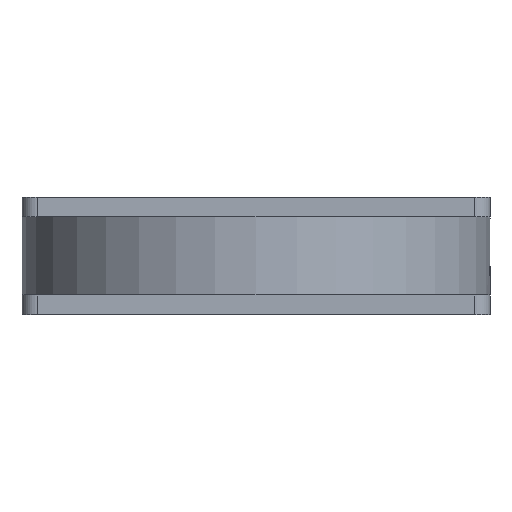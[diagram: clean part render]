
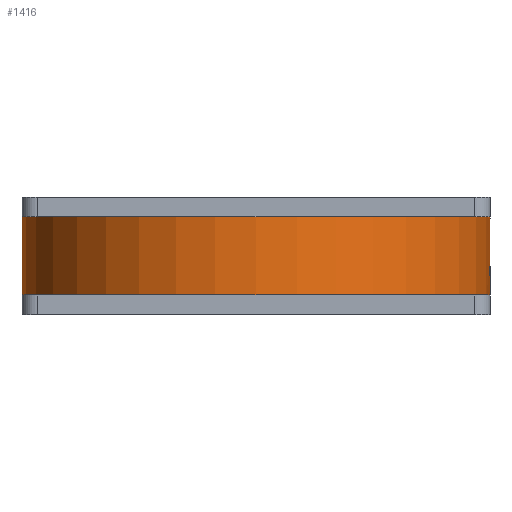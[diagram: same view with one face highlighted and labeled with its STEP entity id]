
A CAD part, front view. The second image highlights one B-rep face of the part: STEP entity #1416.
In plain terms, the highlighted cylindrical face has radius 30 mm (diameter 60 mm), a partial arc.
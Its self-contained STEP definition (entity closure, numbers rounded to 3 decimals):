
#30 = CARTESIAN_POINT ( 'NONE',  ( 0., 0., 2.5 ) ) ;
#59 = DIRECTION ( 'NONE',  ( 0., 0., -1. ) ) ;
#90 = CARTESIAN_POINT ( 'NONE',  ( 30., 0., 12.5 ) ) ;
#96 = EDGE_CURVE ( 'NONE', #2491, #2523, #2001, .T. ) ;
#115 = CARTESIAN_POINT ( 'NONE',  ( 30., -0.667, 3.856 ) ) ;
#187 = ORIENTED_EDGE ( 'NONE', *, *, #2094, .T. ) ;
#196 = DIRECTION ( 'NONE',  ( -1., 0., 0. ) ) ;
#197 = ORIENTED_EDGE ( 'NONE', *, *, #1129, .T. ) ;
#240 = EDGE_CURVE ( 'NONE', #1895, #2552, #2026, .T. ) ;
#252 = DIRECTION ( 'NONE',  ( 0., 0., 1. ) ) ;
#263 = CARTESIAN_POINT ( 'NONE',  ( 30., -0.667, 12.3 ) ) ;
#326 = AXIS2_PLACEMENT_3D ( 'NONE', #2789, #2529, #897 ) ;
#378 = ORIENTED_EDGE ( 'NONE', *, *, #96, .T. ) ;
#386 = CARTESIAN_POINT ( 'NONE',  ( 30., 0., 2.7 ) ) ;
#407 = CARTESIAN_POINT ( 'NONE',  ( 29.978, -1.334, 5.011 ) ) ;
#428 = DIRECTION ( 'NONE',  ( 0., 0., -1. ) ) ;
#480 = LINE ( 'NONE', #2977, #972 ) ;
#539 = VECTOR ( 'NONE', #252, 1000. ) ;
#559 = CARTESIAN_POINT ( 'NONE',  ( 30., 0., 12.3 ) ) ;
#666 = CARTESIAN_POINT ( 'NONE',  ( 30., 0., 0. ) ) ;
#732 = CARTESIAN_POINT ( 'NONE',  ( 29.983, -1., 0. ) ) ;
#742 = DIRECTION ( 'NONE',  ( -1., 0., 0. ) ) ;
#753 = VERTEX_POINT ( 'NONE', #2959 ) ;
#765 = EDGE_CURVE ( 'NONE', #2108, #753, #2856, .T. ) ;
#830 = CARTESIAN_POINT ( 'NONE',  ( 0., -30., 2.5 ) ) ;
#887 = CARTESIAN_POINT ( 'NONE',  ( 0., 0., 12.5 ) ) ;
#897 = DIRECTION ( 'NONE',  ( -1., 0., 0. ) ) ;
#921 = CARTESIAN_POINT ( 'NONE',  ( 0., 0., 12.5 ) ) ;
#943 = DIRECTION ( 'NONE',  ( 0., 0., -1. ) ) ;
#972 = VECTOR ( 'NONE', #3198, 1000. ) ;
#1013 = VERTEX_POINT ( 'NONE', #1861 ) ;
#1051 = ORIENTED_EDGE ( 'NONE', *, *, #240, .T. ) ;
#1127 = CIRCLE ( 'NONE', #3232, 30. ) ;
#1129 = EDGE_CURVE ( 'NONE', #2458, #2108, #3068, .T. ) ;
#1153 = LINE ( 'NONE', #1192, #1652 ) ;
#1175 = DIRECTION ( 'NONE',  ( -1., 0., 0. ) ) ;
#1186 = CIRCLE ( 'NONE', #3032, 30. ) ;
#1192 = CARTESIAN_POINT ( 'NONE',  ( 30., 0., 0. ) ) ;
#1197 = VERTEX_POINT ( 'NONE', #1723 ) ;
#1235 = CARTESIAN_POINT ( 'NONE',  ( 29.992, -1., 12.3 ) ) ;
#1237 = CIRCLE ( 'NONE', #326, 30. ) ;
#1245 = ORIENTED_EDGE ( 'NONE', *, *, #2179, .T. ) ;
#1319 = CARTESIAN_POINT ( 'NONE',  ( 29.983, -1., 6.164 ) ) ;
#1416 = ADVANCED_FACE ( 'NONE', ( #1938 ), #2946, .T. ) ;
#1492 = AXIS2_PLACEMENT_3D ( 'NONE', #887, #1653, #2659 ) ;
#1568 = CARTESIAN_POINT ( 'NONE',  ( 30., -0.333, 12.3 ) ) ;
#1624 = EDGE_CURVE ( 'NONE', #2491, #1197, #2165, .T. ) ;
#1652 = VECTOR ( 'NONE', #2154, 1000. ) ;
#1653 = DIRECTION ( 'NONE',  ( 0., 0., -1. ) ) ;
#1690 = DIRECTION ( 'NONE',  ( 0., 0., -1. ) ) ;
#1706 = CARTESIAN_POINT ( 'NONE',  ( 0., 0., 0. ) ) ;
#1716 = ORIENTED_EDGE ( 'NONE', *, *, #2194, .F. ) ;
#1723 = CARTESIAN_POINT ( 'NONE',  ( 30., 0., 2.5 ) ) ;
#1762 = EDGE_CURVE ( 'NONE', #2483, #1013, #1127, .T. ) ;
#1775 = CARTESIAN_POINT ( 'NONE',  ( 29.992, -1., 12.3 ) ) ;
#1834 = CARTESIAN_POINT ( 'NONE',  ( 30., 0., 2.7 ) ) ;
#1861 = CARTESIAN_POINT ( 'NONE',  ( -30., 0., 2.5 ) ) ;
#1880 = ORIENTED_EDGE ( 'NONE', *, *, #1624, .F. ) ;
#1895 = VERTEX_POINT ( 'NONE', #1319 ) ;
#1914 = AXIS2_PLACEMENT_3D ( 'NONE', #921, #428, #1175 ) ;
#1938 = FACE_OUTER_BOUND ( 'NONE', #3165, .T. ) ;
#2001 =( BOUNDED_CURVE ( )  B_SPLINE_CURVE ( 3, ( #386, #115, #407, #2956 ),
 .UNSPECIFIED., .F., .F. ) 
 B_SPLINE_CURVE_WITH_KNOTS ( ( 4, 4 ),
 ( 1.571, 1.638 ),
 .UNSPECIFIED. ) 
 CURVE ( )  GEOMETRIC_REPRESENTATION_ITEM ( )  RATIONAL_B_SPLINE_CURVE ( ( 1., 1., 1., 1. ) ) 
 REPRESENTATION_ITEM ( '' )  );
#2026 = LINE ( 'NONE', #732, #539 ) ;
#2094 = EDGE_CURVE ( 'NONE', #753, #1013, #480, .T. ) ;
#2108 = VERTEX_POINT ( 'NONE', #3182 ) ;
#2154 = DIRECTION ( 'NONE',  ( 0., 0., -1. ) ) ;
#2165 = LINE ( 'NONE', #666, #2589 ) ;
#2179 = EDGE_CURVE ( 'NONE', #2523, #1895, #1237, .T. ) ;
#2194 = EDGE_CURVE ( 'NONE', #2458, #2374, #1153, .T. ) ;
#2217 = CARTESIAN_POINT ( 'NONE',  ( 29.933, -2., 6.164 ) ) ;
#2227 = AXIS2_PLACEMENT_3D ( 'NONE', #1706, #1690, #196 ) ;
#2245 = CARTESIAN_POINT ( 'NONE',  ( 0., 0., 2.5 ) ) ;
#2263 = DIRECTION ( 'NONE',  ( -1., 0., 0. ) ) ;
#2374 = VERTEX_POINT ( 'NONE', #2953 ) ;
#2458 = VERTEX_POINT ( 'NONE', #90 ) ;
#2483 = VERTEX_POINT ( 'NONE', #830 ) ;
#2491 = VERTEX_POINT ( 'NONE', #1834 ) ;
#2520 = ORIENTED_EDGE ( 'NONE', *, *, #1762, .F. ) ;
#2523 = VERTEX_POINT ( 'NONE', #2217 ) ;
#2529 = DIRECTION ( 'NONE',  ( 0., 0., 1. ) ) ;
#2552 = VERTEX_POINT ( 'NONE', #1235 ) ;
#2589 = VECTOR ( 'NONE', #2918, 1000. ) ;
#2659 = DIRECTION ( 'NONE',  ( -1., 0., 0. ) ) ;
#2728 = B_SPLINE_CURVE_WITH_KNOTS ( 'NONE', 3,
 ( #559, #1568, #263, #1775 ),
 .UNSPECIFIED., .F., .F.,
 ( 4, 4 ),
 ( 0., 1. ),
 .UNSPECIFIED. ) ;
#2753 = EDGE_CURVE ( 'NONE', #1197, #2483, #1186, .T. ) ;
#2789 = CARTESIAN_POINT ( 'NONE',  ( 0., 0., 6.164 ) ) ;
#2856 = CIRCLE ( 'NONE', #1492, 30. ) ;
#2918 = DIRECTION ( 'NONE',  ( 0., 0., -1. ) ) ;
#2933 = EDGE_CURVE ( 'NONE', #2374, #2552, #2728, .T. ) ;
#2946 = CYLINDRICAL_SURFACE ( 'NONE', #2227, 30. ) ;
#2953 = CARTESIAN_POINT ( 'NONE',  ( 30., 0., 12.3 ) ) ;
#2956 = CARTESIAN_POINT ( 'NONE',  ( 29.933, -2., 6.164 ) ) ;
#2959 = CARTESIAN_POINT ( 'NONE',  ( -30., 0., 12.5 ) ) ;
#2977 = CARTESIAN_POINT ( 'NONE',  ( -30., 0., 0. ) ) ;
#3032 = AXIS2_PLACEMENT_3D ( 'NONE', #30, #59, #2263 ) ;
#3068 = CIRCLE ( 'NONE', #1914, 30. ) ;
#3108 = ORIENTED_EDGE ( 'NONE', *, *, #2933, .F. ) ;
#3156 = ORIENTED_EDGE ( 'NONE', *, *, #765, .T. ) ;
#3165 = EDGE_LOOP ( 'NONE', ( #1716, #197, #3156, #187, #2520, #3233, #1880, #378, #1245, #1051, #3108 ) ) ;
#3182 = CARTESIAN_POINT ( 'NONE',  ( 0., -30., 12.5 ) ) ;
#3198 = DIRECTION ( 'NONE',  ( 0., 0., -1. ) ) ;
#3232 = AXIS2_PLACEMENT_3D ( 'NONE', #2245, #943, #742 ) ;
#3233 = ORIENTED_EDGE ( 'NONE', *, *, #2753, .F. ) ;
